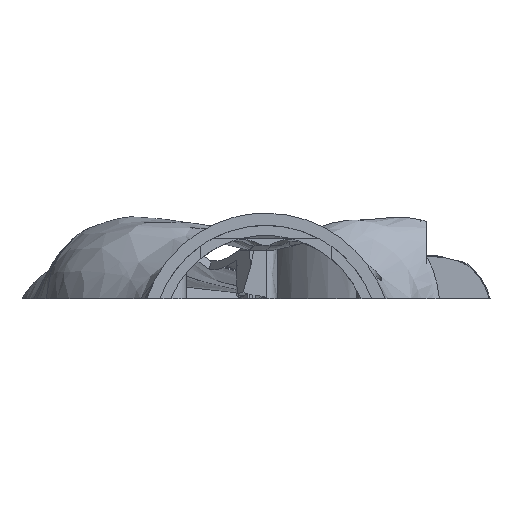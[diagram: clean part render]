
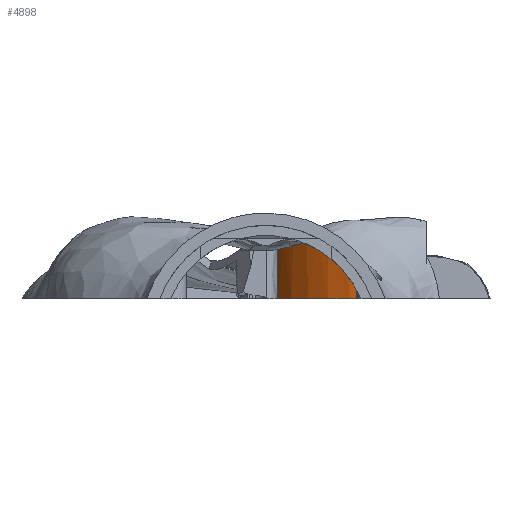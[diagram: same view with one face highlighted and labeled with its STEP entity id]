
A CAD part, front view. The second image highlights one B-rep face of the part: STEP entity #4898.
In plain terms, the highlighted cylindrical face has radius 28.822 mm (diameter 57.644 mm), a partial arc.
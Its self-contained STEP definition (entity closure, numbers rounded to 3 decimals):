
#296 = CARTESIAN_POINT ( 'NONE',  ( 15.941, 22.266, 21.576 ) ) ;
#396 = CARTESIAN_POINT ( 'NONE',  ( 16.514, 22.009, 21.55 ) ) ;
#469 = VERTEX_POINT ( 'NONE', #6339 ) ;
#499 = CARTESIAN_POINT ( 'NONE',  ( 16.889, 21.85, 21.461 ) ) ;
#592 = CARTESIAN_POINT ( 'NONE',  ( 17.637, 21.551, 21.208 ) ) ;
#632 = DIRECTION ( 'NONE',  ( 0., 0., 1. ) ) ;
#690 = CARTESIAN_POINT ( 'NONE',  ( 17.998, 21.416, 21.047 ) ) ;
#789 = CARTESIAN_POINT ( 'NONE',  ( 18.705, 21.167, 20.688 ) ) ;
#878 = EDGE_CURVE ( 'NONE', #4799, #10533, #21433, .T. ) ;
#891 = CARTESIAN_POINT ( 'NONE',  ( 19.05, 21.052, 20.488 ) ) ;
#986 = CARTESIAN_POINT ( 'NONE',  ( 20.074, 20.734, 19.851 ) ) ;
#1078 = CARTESIAN_POINT ( 'NONE',  ( 20.74, 20.555, 19.374 ) ) ;
#1180 = CARTESIAN_POINT ( 'NONE',  ( 21.391, 20.402, 18.87 ) ) ;
#2365 = AXIS2_PLACEMENT_3D ( 'NONE', #14269, #632, #16557 ) ;
#2563 = ORIENTED_EDGE ( 'NONE', *, *, #8389, .F. ) ;
#3259 = VECTOR ( 'NONE', #19909, 1000. ) ;
#3852 = CARTESIAN_POINT ( 'NONE',  ( 12.214, 24.307, 20.412 ) ) ;
#3965 = CARTESIAN_POINT ( 'NONE',  ( 21.391, 20.402, 32.822 ) ) ;
#4667 = EDGE_CURVE ( 'NONE', #7950, #469, #25468, .T. ) ;
#4799 = VERTEX_POINT ( 'NONE', #26809 ) ;
#4898 = ADVANCED_FACE ( 'NONE', ( #18703 ), #6583, .T. ) ;
#6339 = CARTESIAN_POINT ( 'NONE',  ( 2.431, 35.068, 7.926 ) ) ;
#6458 = EDGE_CURVE ( 'NONE', #469, #11790, #22831, .T. ) ;
#6583 = CYLINDRICAL_SURFACE ( 'NONE', #29422, 28.822 ) ;
#7950 = VERTEX_POINT ( 'NONE', #20437 ) ;
#8235 = ORIENTED_EDGE ( 'NONE', *, *, #6458, .T. ) ;
#8389 = EDGE_CURVE ( 'NONE', #7950, #4799, #24899, .T. ) ;
#9333 = CARTESIAN_POINT ( 'NONE',  ( 21.391, 20.402, 7.926 ) ) ;
#10322 = CARTESIAN_POINT ( 'NONE',  ( 2.431, 35.068, 18.322 ) ) ;
#10423 = CARTESIAN_POINT ( 'NONE',  ( 21.391, 20.402, 18.87 ) ) ;
#10533 = VERTEX_POINT ( 'NONE', #10423 ) ;
#10697 = CARTESIAN_POINT ( 'NONE',  ( 2.431, 35.068, 32.822 ) ) ;
#10845 = ORIENTED_EDGE ( 'NONE', *, *, #4667, .T. ) ;
#10894 = DIRECTION ( 'NONE',  ( -1., 0., 0. ) ) ;
#11790 = VERTEX_POINT ( 'NONE', #9333 ) ;
#12611 = CARTESIAN_POINT ( 'NONE',  ( 4.314, 31.946, 19.308 ) ) ;
#12915 = CARTESIAN_POINT ( 'NONE',  ( 13.238, 23.68, 20.797 ) ) ;
#13174 = DIRECTION ( 'NONE',  ( 0., 0., -1. ) ) ;
#14269 = CARTESIAN_POINT ( 'NONE',  ( 27.948, 48.469, 7.926 ) ) ;
#14806 = CARTESIAN_POINT ( 'NONE',  ( 11.542, 24.757, 20.186 ) ) ;
#14895 = CARTESIAN_POINT ( 'NONE',  ( 5.452, 30.451, 19.568 ) ) ;
#16186 = ORIENTED_EDGE ( 'NONE', *, *, #878, .F. ) ;
#16557 = DIRECTION ( 'NONE',  ( -1., 0., 0. ) ) ;
#16993 = CARTESIAN_POINT ( 'NONE',  ( 10.542, 25.492, 19.947 ) ) ;
#17752 = CARTESIAN_POINT ( 'NONE',  ( 27.948, 48.469, 32.822 ) ) ;
#17835 = EDGE_CURVE ( 'NONE', #10533, #11790, #20752, .T. ) ;
#18571 = EDGE_LOOP ( 'NONE', ( #10845, #8235, #26353, #16186, #2563 ) ) ;
#18703 = FACE_OUTER_BOUND ( 'NONE', #18571, .T. ) ;
#19909 = DIRECTION ( 'NONE',  ( 0., 0., -1. ) ) ;
#20145 = VECTOR ( 'NONE', #24349, 1000. ) ;
#20408 = CARTESIAN_POINT ( 'NONE',  ( 8.292, 27.372, 19.698 ) ) ;
#20437 = CARTESIAN_POINT ( 'NONE',  ( 2.431, 35.068, 18.322 ) ) ;
#20752 = LINE ( 'NONE', #3965, #3259 ) ;
#21433 = B_SPLINE_CURVE_WITH_KNOTS ( 'NONE', 3,
 ( #29423, #27032, #26348, #28238, #20408, #29319, #25954, #22291, #16993, #14806, #3852, #12915, #26840, #25484, #25678, #25958, #26156, #27655, #296, #396, #499, #592, #690, #789, #891, #986, #1078, #1180 ),
 .UNSPECIFIED., .F., .F.,
 ( 4, 2, 2, 2, 2, 2, 2, 2, 2, 2, 2, 2, 2, 4 ),
 ( 0., 0.003, 0.005, 0.006, 0.008, 0.01, 0.011, 0.013, 0.013, 0.014, 0.015, 0.016, 0.018, 0.02 ),
 .UNSPECIFIED. ) ;
#22291 = CARTESIAN_POINT ( 'NONE',  ( 10.209, 25.748, 19.884 ) ) ;
#22831 = CIRCLE ( 'NONE', #2365, 28.822 ) ;
#23975 = CARTESIAN_POINT ( 'NONE',  ( 2.851, 34.268, 18.619 ) ) ;
#24349 = DIRECTION ( 'NONE',  ( 0., 0., -1. ) ) ;
#24899 = B_SPLINE_CURVE_WITH_KNOTS ( 'NONE', 3,
 ( #10322, #23975, #26242, #12611, #28516, #14895 ),
 .UNSPECIFIED., .F., .F.,
 ( 4, 2, 4 ),
 ( 0., 0.003, 0.006 ),
 .UNSPECIFIED. ) ;
#25468 = LINE ( 'NONE', #10697, #20145 ) ;
#25484 = CARTESIAN_POINT ( 'NONE',  ( 14.282, 23.089, 21.193 ) ) ;
#25678 = CARTESIAN_POINT ( 'NONE',  ( 14.637, 22.901, 21.32 ) ) ;
#25954 = CARTESIAN_POINT ( 'NONE',  ( 9.556, 26.273, 19.789 ) ) ;
#25958 = CARTESIAN_POINT ( 'NONE',  ( 15.184, 22.626, 21.467 ) ) ;
#26156 = CARTESIAN_POINT ( 'NONE',  ( 15.369, 22.536, 21.509 ) ) ;
#26242 = CARTESIAN_POINT ( 'NONE',  ( 3.31, 33.484, 18.883 ) ) ;
#26348 = CARTESIAN_POINT ( 'NONE',  ( 6.529, 29.165, 19.691 ) ) ;
#26353 = ORIENTED_EDGE ( 'NONE', *, *, #17835, .F. ) ;
#26809 = CARTESIAN_POINT ( 'NONE',  ( 5.452, 30.451, 19.568 ) ) ;
#26840 = CARTESIAN_POINT ( 'NONE',  ( 13.582, 23.479, 20.933 ) ) ;
#27032 = CARTESIAN_POINT ( 'NONE',  ( 5.977, 29.796, 19.655 ) ) ;
#27655 = CARTESIAN_POINT ( 'NONE',  ( 15.747, 22.356, 21.564 ) ) ;
#28238 = CARTESIAN_POINT ( 'NONE',  ( 7.687, 27.953, 19.71 ) ) ;
#28516 = CARTESIAN_POINT ( 'NONE',  ( 4.859, 31.192, 19.469 ) ) ;
#29319 = CARTESIAN_POINT ( 'NONE',  ( 9.236, 26.543, 19.757 ) ) ;
#29422 = AXIS2_PLACEMENT_3D ( 'NONE', #17752, #13174, #10894 ) ;
#29423 = CARTESIAN_POINT ( 'NONE',  ( 5.452, 30.451, 19.568 ) ) ;
